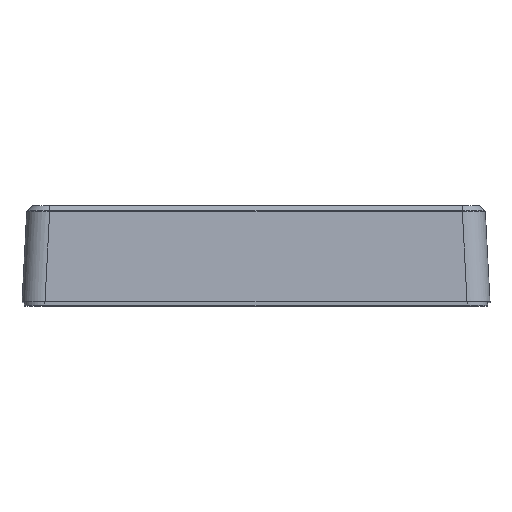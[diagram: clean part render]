
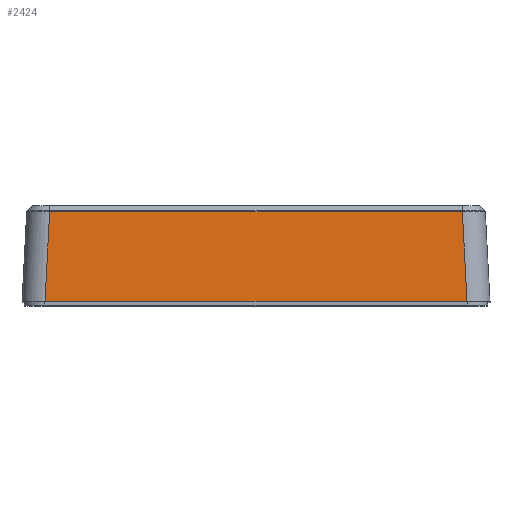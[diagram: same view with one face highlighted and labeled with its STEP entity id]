
A CAD part, top view. The second image highlights one B-rep face of the part: STEP entity #2424.
In plain terms, the highlighted planar face has unit normal (0, 0.052, 0.999).
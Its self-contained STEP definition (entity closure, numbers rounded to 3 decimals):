
#2050 = LINE ( 'NONE', #2051, #2053 ) ;
#2051 = CARTESIAN_POINT ( 'NONE',  ( 54.791, 6.057, 93.283 ) ) ;
#2052 = DIRECTION ( 'NONE',  ( -0.052, 0.997, -0.052 ) ) ;
#2053 = VECTOR ( 'NONE', #2052, 1000. ) ;
#2060 = DIRECTION ( 'NONE',  ( 0., -0.999, 0.052 ) ) ;
#2061 = DIRECTION ( 'NONE',  ( 0., 0.052, 0.999 ) ) ;
#2062 = CARTESIAN_POINT ( 'NONE',  ( -61.1, 0., 93.6 ) ) ;
#2063 = AXIS2_PLACEMENT_3D ( 'NONE', #2062, #2061, #2060 ) ;
#2075 = CARTESIAN_POINT ( 'NONE',  ( 55.056, 1., 93.548 ) ) ;
#2077 = PLANE ( 'NONE',  #2063 ) ;
#2078 = FACE_OUTER_BOUND ( 'NONE', #2402, .T. ) ;
#2183 = VERTEX_POINT ( 'NONE', #3575 ) ;
#2195 = EDGE_CURVE ( 'NONE', #2398, #2405, #3639, .T. ) ;
#2396 = ORIENTED_EDGE ( 'NONE', *, *, #2397, .T. ) ;
#2397 = EDGE_CURVE ( 'NONE', #2183, #2398, #4053, .T. ) ;
#2398 = VERTEX_POINT ( 'NONE', #4049 ) ;
#2399 = ORIENTED_EDGE ( 'NONE', *, *, #2195, .T. ) ;
#2402 = EDGE_LOOP ( 'NONE', ( #2425, #2396, #2399, #2406 ) ) ;
#2405 = VERTEX_POINT ( 'NONE', #3993 ) ;
#2406 = ORIENTED_EDGE ( 'NONE', *, *, #2407, .F. ) ;
#2407 = EDGE_CURVE ( 'NONE', #2426, #2405, #3431, .T. ) ;
#2424 = ADVANCED_FACE ( 'NONE', ( #2078 ), #2077, .T. ) ;
#2425 = ORIENTED_EDGE ( 'NONE', *, *, #2427, .T. ) ;
#2426 = VERTEX_POINT ( 'NONE', #2075 ) ;
#2427 = EDGE_CURVE ( 'NONE', #2426, #2183, #2050, .T. ) ;
#3430 = CARTESIAN_POINT ( 'NONE',  ( -61.1, 1., 93.548 ) ) ;
#3431 = LINE ( 'NONE', #3430, #3551 ) ;
#3551 = VECTOR ( 'NONE', #4047, 1000. ) ;
#3575 = CARTESIAN_POINT ( 'NONE',  ( 53.831, 24.378, 92.322 ) ) ;
#3638 = CARTESIAN_POINT ( 'NONE',  ( -55.125, -0.312, 93.616 ) ) ;
#3639 = LINE ( 'NONE', #3638, #3748 ) ;
#3747 = DIRECTION ( 'NONE',  ( -0.052, -0.997, 0.052 ) ) ;
#3748 = VECTOR ( 'NONE', #3747, 1000. ) ;
#3993 = CARTESIAN_POINT ( 'NONE',  ( -55.056, 1., 93.548 ) ) ;
#4047 = DIRECTION ( 'NONE',  ( -1., 0., 0. ) ) ;
#4049 = CARTESIAN_POINT ( 'NONE',  ( -53.831, 24.378, 92.322 ) ) ;
#4050 = DIRECTION ( 'NONE',  ( -1., 0., 0. ) ) ;
#4051 = VECTOR ( 'NONE', #4050, 1000. ) ;
#4052 = CARTESIAN_POINT ( 'NONE',  ( -53.824, 24.378, 92.322 ) ) ;
#4053 = LINE ( 'NONE', #4052, #4051 ) ;
